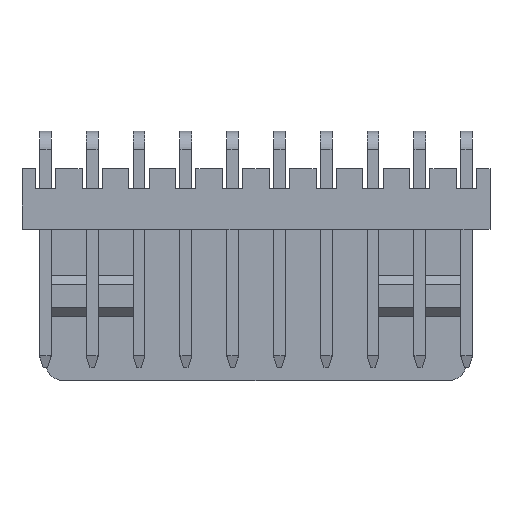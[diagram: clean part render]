
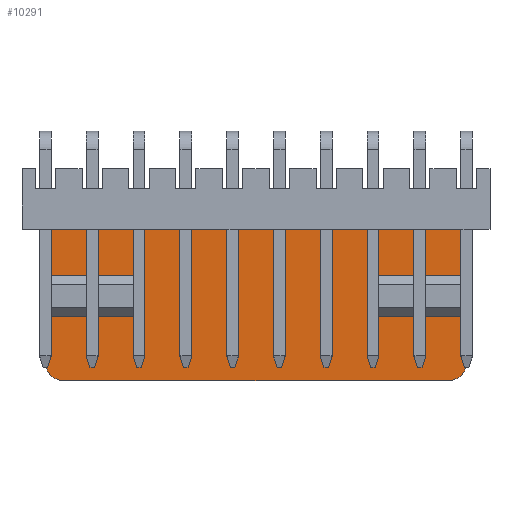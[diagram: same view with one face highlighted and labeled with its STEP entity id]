
A CAD part, top view. The second image highlights one B-rep face of the part: STEP entity #10291.
In plain terms, the highlighted face is planar.
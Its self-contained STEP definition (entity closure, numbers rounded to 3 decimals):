
#325=PLANE('',#10762);
#703=LINE('',#13417,#1673);
#709=LINE('',#13430,#1679);
#812=LINE('',#13649,#1782);
#815=LINE('',#13655,#1785);
#1206=LINE('',#14454,#2176);
#1219=LINE('',#14479,#2189);
#1224=LINE('',#14487,#2194);
#1225=LINE('',#14488,#2195);
#1226=LINE('',#14489,#2196);
#1227=LINE('',#14491,#2197);
#1228=LINE('',#14492,#2198);
#1229=LINE('',#14494,#2199);
#1673=VECTOR('',#11485,1000.);
#1679=VECTOR('',#11493,1000.);
#1782=VECTOR('',#11668,1000.);
#1785=VECTOR('',#11673,1000.);
#2176=VECTOR('',#12372,1000.);
#2189=VECTOR('',#12393,1000.);
#2194=VECTOR('',#12400,1000.);
#2195=VECTOR('',#12401,1000.);
#2196=VECTOR('',#12402,1000.);
#2197=VECTOR('',#12403,1000.);
#2198=VECTOR('',#12404,1000.);
#2199=VECTOR('',#12405,1000.);
#3984=ORIENTED_EDGE('',*,*,#4717,.T.);
#3985=ORIENTED_EDGE('',*,*,#4823,.T.);
#3986=ORIENTED_EDGE('',*,*,#5236,.F.);
#3987=ORIENTED_EDGE('',*,*,#5231,.F.);
#3988=ORIENTED_EDGE('',*,*,#5237,.T.);
#3989=ORIENTED_EDGE('',*,*,#4820,.T.);
#3990=ORIENTED_EDGE('',*,*,#4711,.F.);
#3991=ORIENTED_EDGE('',*,*,#5238,.F.);
#3992=ORIENTED_EDGE('',*,*,#5239,.T.);
#3993=ORIENTED_EDGE('',*,*,#5213,.T.);
#3994=ORIENTED_EDGE('',*,*,#5218,.T.);
#3995=ORIENTED_EDGE('',*,*,#5211,.T.);
#3996=ORIENTED_EDGE('',*,*,#5240,.F.);
#3997=ORIENTED_EDGE('',*,*,#5241,.F.);
#4711=EDGE_CURVE('',#5605,#5606,#703,.T.);
#4717=EDGE_CURVE('',#5608,#5611,#709,.T.);
#4820=EDGE_CURVE('',#5692,#5606,#812,.T.);
#4823=EDGE_CURVE('',#5611,#5693,#815,.T.);
#5211=EDGE_CURVE('',#5943,#5942,#6081,.T.);
#5213=EDGE_CURVE('',#5944,#5945,#6082,.T.);
#5218=EDGE_CURVE('',#5945,#5943,#1206,.T.);
#5231=EDGE_CURVE('',#5956,#5957,#1219,.T.);
#5236=EDGE_CURVE('',#5957,#5693,#1224,.T.);
#5237=EDGE_CURVE('',#5956,#5692,#1225,.T.);
#5238=EDGE_CURVE('',#5958,#5605,#1226,.T.);
#5239=EDGE_CURVE('',#5958,#5944,#1227,.T.);
#5240=EDGE_CURVE('',#5959,#5942,#1228,.T.);
#5241=EDGE_CURVE('',#5608,#5959,#1229,.T.);
#5605=VERTEX_POINT('',#13416);
#5606=VERTEX_POINT('',#13418);
#5608=VERTEX_POINT('',#13424);
#5611=VERTEX_POINT('',#13429);
#5692=VERTEX_POINT('',#13650);
#5693=VERTEX_POINT('',#13654);
#5942=VERTEX_POINT('',#14439);
#5943=VERTEX_POINT('',#14441);
#5944=VERTEX_POINT('',#14445);
#5945=VERTEX_POINT('',#14446);
#5956=VERTEX_POINT('',#14480);
#5957=VERTEX_POINT('',#14481);
#5958=VERTEX_POINT('',#14490);
#5959=VERTEX_POINT('',#14493);
#6081=CIRCLE('',#10753,1.);
#6082=CIRCLE('',#10755,1.);
#6447=EDGE_LOOP('',(#3984,#3985,#3986,#3987,#3988,#3989,#3990,#3991,#3992,
#3993,#3994,#3995,#3996,#3997));
#6907=FACE_BOUND('',#6447,.T.);
#10291=ADVANCED_FACE('',(#6907),#325,.T.);
#10753=AXIS2_PLACEMENT_3D('',#14440,#12358,#12359);
#10755=AXIS2_PLACEMENT_3D('',#14444,#12363,#12364);
#10762=AXIS2_PLACEMENT_3D('',#14486,#12398,#12399);
#11485=DIRECTION('',(0.,0.,-1.));
#11493=DIRECTION('',(0.,0.,-1.));
#11668=DIRECTION('',(-1.,0.,0.));
#11673=DIRECTION('',(-1.,0.,0.));
#12358=DIRECTION('',(0.,-1.,0.));
#12359=DIRECTION('',(0.,0.,-1.));
#12363=DIRECTION('',(0.,-1.,0.));
#12364=DIRECTION('',(0.,0.,-1.));
#12372=DIRECTION('',(-1.,0.,0.));
#12393=DIRECTION('',(-1.,0.,0.));
#12398=DIRECTION('',(0.,-1.,0.));
#12399=DIRECTION('',(0.,0.,-1.));
#12400=DIRECTION('',(0.,0.,1.));
#12401=DIRECTION('',(0.,0.,1.));
#12402=DIRECTION('',(-1.,0.,0.));
#12403=DIRECTION('',(0.,0.,1.));
#12404=DIRECTION('',(0.,0.,1.));
#12405=DIRECTION('',(-1.,0.,0.));
#13416=CARTESIAN_POINT('',(6.03,2.1,2.275));
#13417=CARTESIAN_POINT('',(6.03,2.1,2.275));
#13418=CARTESIAN_POINT('',(6.03,2.1,0.025));
#13424=CARTESIAN_POINT('',(-6.03,2.1,2.275));
#13429=CARTESIAN_POINT('',(-6.03,2.1,0.025));
#13430=CARTESIAN_POINT('',(-6.03,2.1,2.275));
#13649=CARTESIAN_POINT('',(34.29,2.1,0.025));
#13650=CARTESIAN_POINT('',(11.43,2.1,0.025));
#13654=CARTESIAN_POINT('',(-11.43,2.1,0.025));
#13655=CARTESIAN_POINT('',(34.29,2.1,0.025));
#14439=CARTESIAN_POINT('',(-11.43,2.1,4.75));
#14440=CARTESIAN_POINT('',(-10.43,2.1,4.75));
#14441=CARTESIAN_POINT('',(-10.43,2.1,5.75));
#14444=CARTESIAN_POINT('',(10.43,2.1,4.75));
#14445=CARTESIAN_POINT('',(11.43,2.1,4.75));
#14446=CARTESIAN_POINT('',(10.43,2.1,5.75));
#14454=CARTESIAN_POINT('',(12.7,2.1,5.75));
#14479=CARTESIAN_POINT('',(12.7,2.1,-2.45));
#14480=CARTESIAN_POINT('',(11.43,2.1,-2.45));
#14481=CARTESIAN_POINT('',(-11.43,2.1,-2.45));
#14486=CARTESIAN_POINT('',(12.7,2.1,-2.45));
#14487=CARTESIAN_POINT('',(-11.43,2.1,-2.45));
#14488=CARTESIAN_POINT('',(11.43,2.1,-2.45));
#14489=CARTESIAN_POINT('',(34.29,2.1,2.275));
#14490=CARTESIAN_POINT('',(11.43,2.1,2.275));
#14491=CARTESIAN_POINT('',(11.43,2.1,-2.45));
#14492=CARTESIAN_POINT('',(-11.43,2.1,-2.45));
#14493=CARTESIAN_POINT('',(-11.43,2.1,2.275));
#14494=CARTESIAN_POINT('',(34.29,2.1,2.275));
